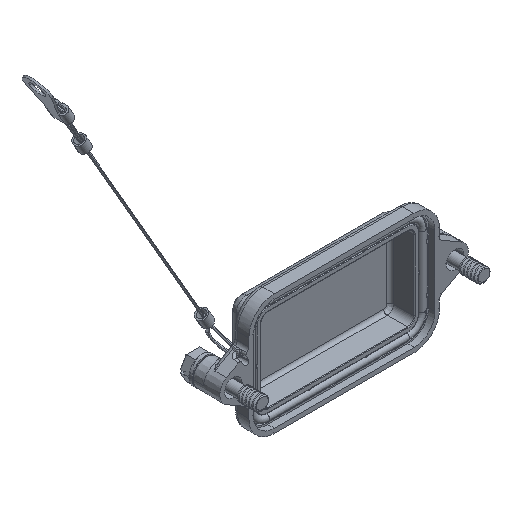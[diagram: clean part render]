
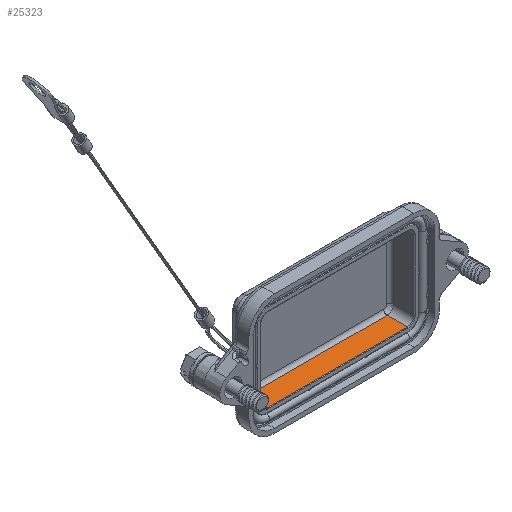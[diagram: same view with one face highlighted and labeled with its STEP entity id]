
A CAD part, isometric view. The second image highlights one B-rep face of the part: STEP entity #25323.
In plain terms, the highlighted planar face has unit normal (0, -0.009, 1).
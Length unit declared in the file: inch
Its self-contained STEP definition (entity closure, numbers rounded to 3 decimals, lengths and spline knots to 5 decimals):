
#11813=CARTESIAN_POINT('',(3.38573,0.87785,
-1.88179));
#11815=DIRECTION('',(0.009,1.,0.009));
#11816=VECTOR('',#11815,0.33529);
#11817=CARTESIAN_POINT('',(1.02372,0.87785,
-1.88179));
#11818=LINE('',#11817,#11816);
#11819=DIRECTION('',(0.009,-1.,-0.009));
#11820=VECTOR('',#11819,0.33529);
#11821=CARTESIAN_POINT('',(3.3828,1.21311,
-1.87886));
#11822=LINE('',#11821,#11820);
#11823=DIRECTION('',(1.,0.,0.));
#11824=VECTOR('',#11823,2.36201);
#11825=CARTESIAN_POINT('',(1.02372,0.87785,
-1.88179));
#11826=LINE('',#11825,#11824);
#12161=DIRECTION('',(-1.,0.,0.));
#12162=VECTOR('',#12161,2.35616);
#12163=CARTESIAN_POINT('',(3.3828,1.21311,
-1.87886));
#12164=LINE('',#12163,#12162);
#13128=VERTEX_POINT('',#11813);
#13129=CARTESIAN_POINT('',(3.3828,1.21311,
-1.87886));
#13130=VERTEX_POINT('',#13129);
#13132=CARTESIAN_POINT('',(1.02372,0.87785,
-1.88179));
#13133=VERTEX_POINT('',#13132);
#13134=CARTESIAN_POINT('',(1.02665,1.21311,
-1.87886));
#13135=VERTEX_POINT('',#13134);
#25309=CARTESIAN_POINT('',(0.81761,0.86614,
-1.88189));
#25310=DIRECTION('',(0.,0.009,-1.));
#25311=DIRECTION('',(-1.,0.,0.));
#25312=AXIS2_PLACEMENT_3D('',#25309,#25310,#25311);
#25313=PLANE('',#25312);
#25315=ORIENTED_EDGE('',*,*,#25314,.F.);
#25317=ORIENTED_EDGE('',*,*,#25316,.T.);
#25319=ORIENTED_EDGE('',*,*,#25318,.F.);
#25320=ORIENTED_EDGE('',*,*,#25300,.T.);
#25321=EDGE_LOOP('',(#25315,#25317,#25319,#25320));
#25322=FACE_OUTER_BOUND('',#25321,.F.);
#25323=ADVANCED_FACE('',(#25322),#25313,.F.);
#25300=EDGE_CURVE('',#13130,#13128,#11822,.T.);
#25314=EDGE_CURVE('',#13133,#13128,#11826,.T.);
#25316=EDGE_CURVE('',#13133,#13135,#11818,.T.);
#25318=EDGE_CURVE('',#13130,#13135,#12164,.T.);
